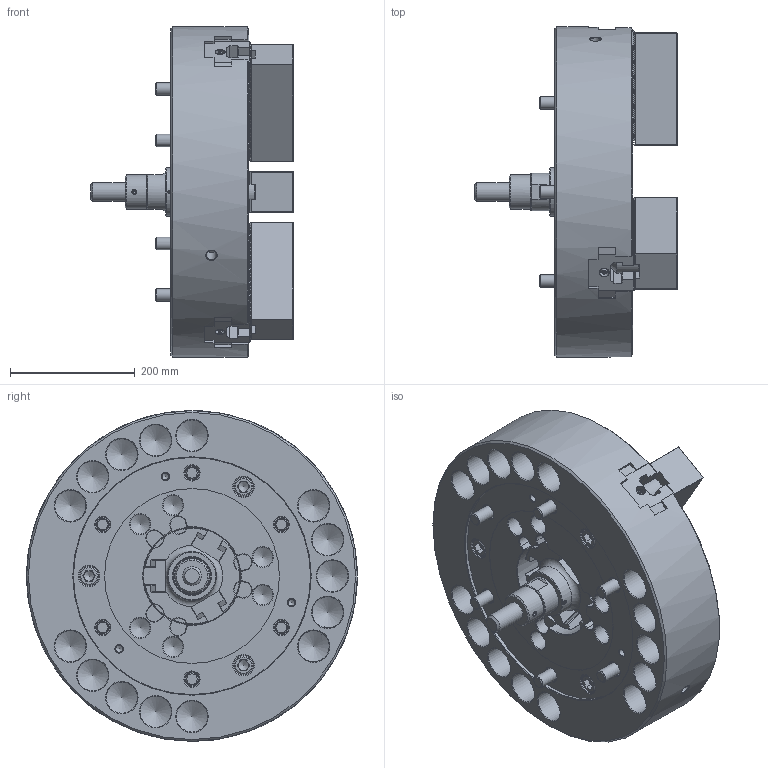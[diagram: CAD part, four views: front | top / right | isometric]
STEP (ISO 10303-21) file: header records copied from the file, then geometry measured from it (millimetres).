
FILE_DESCRIPTION( ( 'Unknown' ), '1' );
FILE_NAME( 'N-212.stp', 'Unknown', ( 'Unknown' ), ( 'Unknown' ), 'PSStep 10.1', 'Unknown', ' ' );
FILE_SCHEMA( ( 'AUTOMOTIVE_DESIGN { 1 0 10303 214 1 1 1 1 }' ) );
Length unit declared in the file: millimetre
Products named in the file (1): 61P2162787 BODY
Bounding box: 324.5 x 530 x 530 mm (x, y, z)
Volume: 25267656.7 mm3; surface area: 1678302.1 mm2
Topology: 1 solids, 24 shells, 4347 faces, 15050 edges, 9366 vertices
Faces by surface type: plane 3601, cylinder 333, cone 300, torus 59, extrusion 48, bspline 3, sphere 3
Full cylindrical faces by diameter (mm): 1.5 x3, 3.459 x3, 4 x6, 4.5 x3, 5 x25, 5.188 x3, 6 x8, 6.6 x3, 8 x5, 8.566 x3, 9 x3, 10.5 x3, 10.647 x3, 11 x3, 12 x3, 15 x3, 16 x2, 20 x24, 21 x6, 24 x9, 27 x1, 30 x12, 32 x15, 33 x6, 36 x6, 45 x1, 47 x1, 50 x15, 55 x1, 60 x3
Entity records: 194515 total; most frequent: CARTESIAN_POINT 31889, ORIENTED_EDGE 28802, DIRECTION 23942, EDGE_CURVE 14401, VECTOR 12660, LINE 12612, VERTEX_POINT 9226, AXIS2_PLACEMENT_3D 5641
